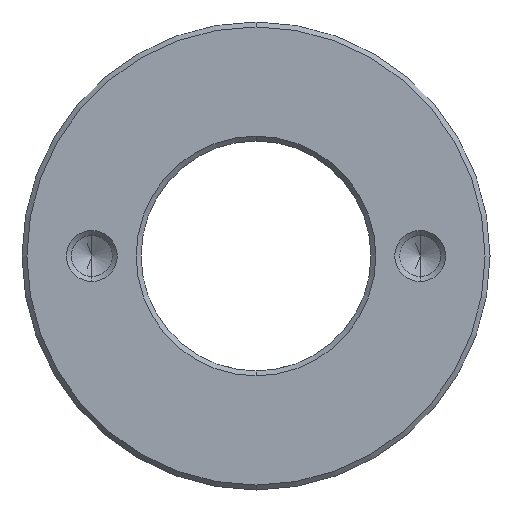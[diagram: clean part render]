
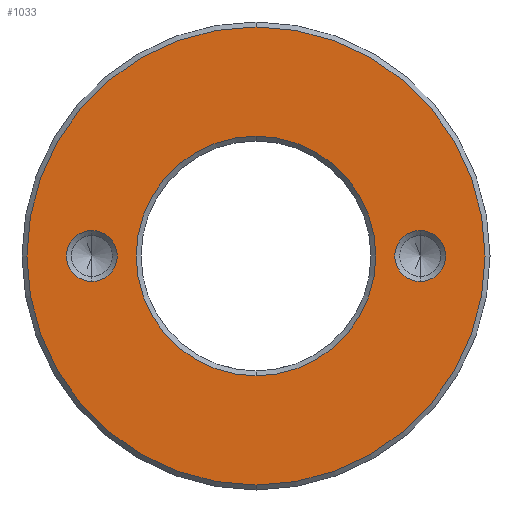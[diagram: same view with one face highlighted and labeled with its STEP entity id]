
A CAD part, front view. The second image highlights one B-rep face of the part: STEP entity #1033.
In plain terms, the highlighted planar face has unit normal (0, -1, 0).
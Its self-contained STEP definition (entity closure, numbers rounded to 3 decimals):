
#13 = FACE_BOUND ( 'NONE', #314, .T. ) ;
#18 = ORIENTED_EDGE ( 'NONE', *, *, #54, .T. ) ;
#22 = ORIENTED_EDGE ( 'NONE', *, *, #774, .T. ) ;
#52 = CIRCLE ( 'NONE', #904, 1.55 ) ;
#53 = DIRECTION ( 'NONE',  ( 0., 0., 1. ) ) ;
#54 = EDGE_CURVE ( 'NONE', #287, #1004, #695, .T. ) ;
#55 = DIRECTION ( 'NONE',  ( 0., 1., 0. ) ) ;
#68 = PLANE ( 'NONE',  #177 ) ;
#71 = CARTESIAN_POINT ( 'NONE',  ( 0., 0., 0. ) ) ;
#72 = DIRECTION ( 'NONE',  ( 0., 0., 1. ) ) ;
#80 = DIRECTION ( 'NONE',  ( 0., 1., 0. ) ) ;
#82 = AXIS2_PLACEMENT_3D ( 'NONE', #707, #199, #790 ) ;
#90 = ORIENTED_EDGE ( 'NONE', *, *, #512, .T. ) ;
#115 = EDGE_CURVE ( 'NONE', #964, #531, #234, .T. ) ;
#145 = CARTESIAN_POINT ( 'NONE',  ( 0., 0., -13.95 ) ) ;
#172 = CIRCLE ( 'NONE', #792, 1.55 ) ;
#175 = AXIS2_PLACEMENT_3D ( 'NONE', #868, #269, #787 ) ;
#177 = AXIS2_PLACEMENT_3D ( 'NONE', #385, #55, #894 ) ;
#183 = CARTESIAN_POINT ( 'NONE',  ( 0., 0., 0. ) ) ;
#193 = EDGE_LOOP ( 'NONE', ( #18, #90 ) ) ;
#197 = VERTEX_POINT ( 'NONE', #145 ) ;
#199 = DIRECTION ( 'NONE',  ( 0., 1., 0. ) ) ;
#225 = CARTESIAN_POINT ( 'NONE',  ( 0., 0., 7.3 ) ) ;
#234 = CIRCLE ( 'NONE', #571, 7.3 ) ;
#238 = DIRECTION ( 'NONE',  ( 0., 1., 0. ) ) ;
#258 = CIRCLE ( 'NONE', #380, 13.95 ) ;
#269 = DIRECTION ( 'NONE',  ( 0., -1., 0. ) ) ;
#281 = AXIS2_PLACEMENT_3D ( 'NONE', #671, #80, #580 ) ;
#287 = VERTEX_POINT ( 'NONE', #725 ) ;
#296 = CARTESIAN_POINT ( 'NONE',  ( -10., 0., -1.55 ) ) ;
#314 = EDGE_LOOP ( 'NONE', ( #897, #1006 ) ) ;
#338 = VERTEX_POINT ( 'NONE', #348 ) ;
#342 = CARTESIAN_POINT ( 'NONE',  ( 10., 0., 1.55 ) ) ;
#348 = CARTESIAN_POINT ( 'NONE',  ( 0., 0., 13.95 ) ) ;
#380 = AXIS2_PLACEMENT_3D ( 'NONE', #183, #420, #1028 ) ;
#385 = CARTESIAN_POINT ( 'NONE',  ( 0., 0., 0. ) ) ;
#420 = DIRECTION ( 'NONE',  ( 0., -1., 0. ) ) ;
#422 = EDGE_CURVE ( 'NONE', #531, #964, #673, .T. ) ;
#452 = FACE_OUTER_BOUND ( 'NONE', #655, .T. ) ;
#494 = ORIENTED_EDGE ( 'NONE', *, *, #754, .T. ) ;
#503 = CARTESIAN_POINT ( 'NONE',  ( -10., 0., 1.55 ) ) ;
#512 = EDGE_CURVE ( 'NONE', #1004, #287, #968, .T. ) ;
#528 = AXIS2_PLACEMENT_3D ( 'NONE', #1053, #550, #53 ) ;
#531 = VERTEX_POINT ( 'NONE', #225 ) ;
#550 = DIRECTION ( 'NONE',  ( 0., 1., 0. ) ) ;
#569 = CARTESIAN_POINT ( 'NONE',  ( -10., 0., 0. ) ) ;
#571 = AXIS2_PLACEMENT_3D ( 'NONE', #71, #574, #1078 ) ;
#574 = DIRECTION ( 'NONE',  ( 0., 1., 0. ) ) ;
#580 = DIRECTION ( 'NONE',  ( 0., 0., 1. ) ) ;
#655 = EDGE_LOOP ( 'NONE', ( #22, #494 ) ) ;
#660 = FACE_BOUND ( 'NONE', #901, .T. ) ;
#671 = CARTESIAN_POINT ( 'NONE',  ( 10., 0., 0. ) ) ;
#673 = CIRCLE ( 'NONE', #82, 7.3 ) ;
#695 = CIRCLE ( 'NONE', #281, 1.55 ) ;
#707 = CARTESIAN_POINT ( 'NONE',  ( 0., 0., 0. ) ) ;
#725 = CARTESIAN_POINT ( 'NONE',  ( 10., 0., -1.55 ) ) ;
#745 = CIRCLE ( 'NONE', #175, 13.95 ) ;
#754 = EDGE_CURVE ( 'NONE', #197, #338, #745, .T. ) ;
#774 = EDGE_CURVE ( 'NONE', #338, #197, #258, .T. ) ;
#787 = DIRECTION ( 'NONE',  ( 0., 0., 1. ) ) ;
#790 = DIRECTION ( 'NONE',  ( 0., 0., 1. ) ) ;
#792 = AXIS2_PLACEMENT_3D ( 'NONE', #569, #1074, #72 ) ;
#847 = FACE_BOUND ( 'NONE', #193, .T. ) ;
#848 = CARTESIAN_POINT ( 'NONE',  ( 0., 0., -7.3 ) ) ;
#856 = VERTEX_POINT ( 'NONE', #503 ) ;
#864 = ORIENTED_EDGE ( 'NONE', *, *, #880, .T. ) ;
#868 = CARTESIAN_POINT ( 'NONE',  ( 0., 0., 0. ) ) ;
#880 = EDGE_CURVE ( 'NONE', #856, #1060, #172, .T. ) ;
#894 = DIRECTION ( 'NONE',  ( 0., 0., 1. ) ) ;
#897 = ORIENTED_EDGE ( 'NONE', *, *, #115, .T. ) ;
#901 = EDGE_LOOP ( 'NONE', ( #951, #864 ) ) ;
#904 = AXIS2_PLACEMENT_3D ( 'NONE', #997, #238, #1086 ) ;
#931 = EDGE_CURVE ( 'NONE', #1060, #856, #52, .T. ) ;
#951 = ORIENTED_EDGE ( 'NONE', *, *, #931, .T. ) ;
#964 = VERTEX_POINT ( 'NONE', #848 ) ;
#968 = CIRCLE ( 'NONE', #528, 1.55 ) ;
#997 = CARTESIAN_POINT ( 'NONE',  ( -10., 0., 0. ) ) ;
#1004 = VERTEX_POINT ( 'NONE', #342 ) ;
#1006 = ORIENTED_EDGE ( 'NONE', *, *, #422, .T. ) ;
#1028 = DIRECTION ( 'NONE',  ( 0., 0., 1. ) ) ;
#1033 = ADVANCED_FACE ( 'NONE', ( #847, #660, #452, #13 ), #68, .F. ) ;
#1053 = CARTESIAN_POINT ( 'NONE',  ( 10., 0., 0. ) ) ;
#1060 = VERTEX_POINT ( 'NONE', #296 ) ;
#1074 = DIRECTION ( 'NONE',  ( 0., 1., 0. ) ) ;
#1078 = DIRECTION ( 'NONE',  ( 0., 0., 1. ) ) ;
#1086 = DIRECTION ( 'NONE',  ( 0., 0., 1. ) ) ;
